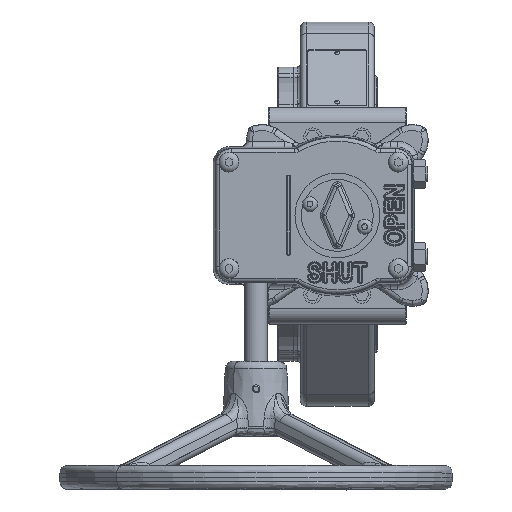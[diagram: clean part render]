
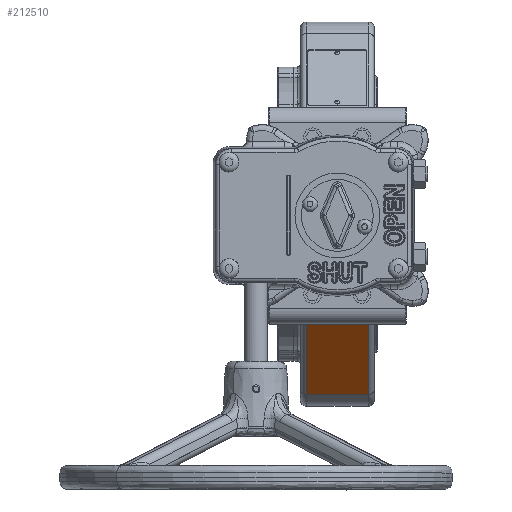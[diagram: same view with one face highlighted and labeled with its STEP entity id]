
A CAD part, top view. The second image highlights one B-rep face of the part: STEP entity #212510.
In plain terms, the highlighted planar face has unit normal (0, -0.707, 0.707).
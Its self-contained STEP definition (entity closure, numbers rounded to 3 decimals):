
#207685=CARTESIAN_POINT('',(-15.75,-46.355,91.876));
#207686=VERTEX_POINT('',#207685);
#207694=CARTESIAN_POINT('',(15.75,-46.355,91.876));
#207695=VERTEX_POINT('',#207694);
#207696=CARTESIAN_POINT('',(15.75,-46.355,91.876));
#207697=DIRECTION('',(-1.,-0.,0.));
#207698=VECTOR('',#207697,31.5);
#207699=LINE('',#207696,#207698);
#207700=EDGE_CURVE('',#207695,#207686,#207699,.T.);
#212480=CARTESIAN_POINT('',(-86.388,2.384,140.616));
#212481=DIRECTION('',(-0.,0.707,-0.707));
#212482=DIRECTION('',(0.,0.707,0.707));
#212483=AXIS2_PLACEMENT_3D('',#212480,#212481,#212482);
#212484=PLANE('',#212483);
#212485=ORIENTED_EDGE('',*,*,#207700,.T.);
#212486=CARTESIAN_POINT('',(-15.75,-91.521,46.711));
#212487=VERTEX_POINT('',#212486);
#212488=CARTESIAN_POINT('',(-15.75,-46.355,91.876));
#212489=DIRECTION('',(-0.,-0.707,-0.707));
#212490=VECTOR('',#212489,63.874);
#212491=LINE('',#212488,#212490);
#212492=EDGE_CURVE('',#207686,#212487,#212491,.T.);
#212493=ORIENTED_EDGE('',*,*,#212492,.T.);
#212494=CARTESIAN_POINT('',(15.75,-91.521,46.711));
#212495=VERTEX_POINT('',#212494);
#212496=CARTESIAN_POINT('',(-15.75,-91.521,46.711));
#212497=DIRECTION('',(1.,0.,0.));
#212498=VECTOR('',#212497,31.5);
#212499=LINE('',#212496,#212498);
#212500=EDGE_CURVE('',#212487,#212495,#212499,.T.);
#212501=ORIENTED_EDGE('',*,*,#212500,.T.);
#212502=CARTESIAN_POINT('',(15.75,-91.521,46.711));
#212503=DIRECTION('',(0.,0.707,0.707));
#212504=VECTOR('',#212503,63.874);
#212505=LINE('',#212502,#212504);
#212506=EDGE_CURVE('',#212495,#207695,#212505,.T.);
#212507=ORIENTED_EDGE('',*,*,#212506,.T.);
#212508=EDGE_LOOP('',(#212485,#212493,#212501,#212507));
#212509=FACE_BOUND('',#212508,.T.);
#212510=ADVANCED_FACE('',(#212509),#212484,.F.);
